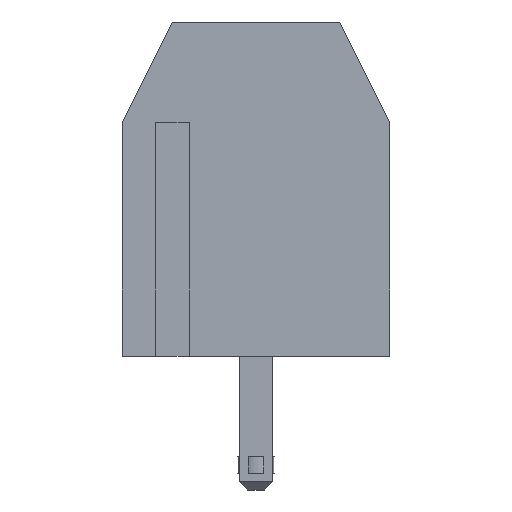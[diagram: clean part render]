
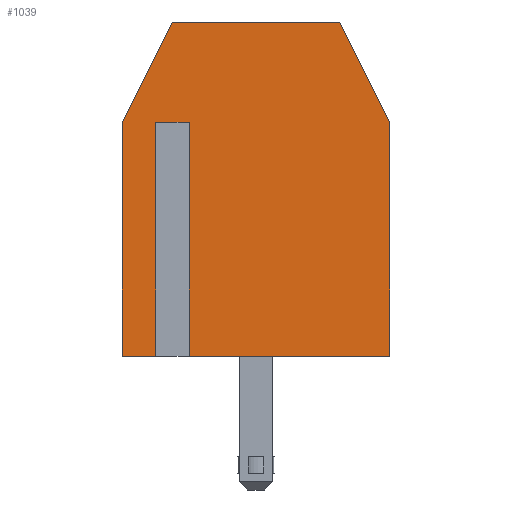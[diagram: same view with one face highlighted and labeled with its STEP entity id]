
A CAD part, front view. The second image highlights one B-rep face of the part: STEP entity #1039.
In plain terms, the highlighted planar face has unit normal (0, -1, 0).
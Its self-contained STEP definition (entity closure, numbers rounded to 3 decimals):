
#86=FACE_OUTER_BOUND('',#153,.T.);
#153=EDGE_LOOP('',(#885,#886,#887,#888,#889,#890,#891,#892,#893,#894));
#258=LINE('',#1594,#379);
#262=LINE('',#1602,#383);
#265=LINE('',#1608,#386);
#268=LINE('',#1614,#389);
#271=LINE('',#1619,#392);
#273=LINE('',#1624,#394);
#276=LINE('',#1630,#397);
#279=LINE('',#1636,#400);
#282=LINE('',#1642,#403);
#285=LINE('',#1647,#406);
#379=VECTOR('',#1321,10.);
#383=VECTOR('',#1325,10.);
#386=VECTOR('',#1330,10.);
#389=VECTOR('',#1335,10.);
#392=VECTOR('',#1340,10.);
#394=VECTOR('',#1346,10.);
#397=VECTOR('',#1351,10.);
#400=VECTOR('',#1356,10.);
#403=VECTOR('',#1361,10.);
#406=VECTOR('',#1366,10.);
#477=VERTEX_POINT('',#1591);
#478=VERTEX_POINT('',#1593);
#481=VERTEX_POINT('',#1599);
#482=VERTEX_POINT('',#1601);
#484=VERTEX_POINT('',#1607);
#486=VERTEX_POINT('',#1613);
#488=VERTEX_POINT('',#1623);
#490=VERTEX_POINT('',#1629);
#492=VERTEX_POINT('',#1635);
#494=VERTEX_POINT('',#1641);
#600=EDGE_CURVE('',#477,#478,#258,.T.);
#604=EDGE_CURVE('',#481,#482,#262,.T.);
#607=EDGE_CURVE('',#481,#484,#265,.T.);
#610=EDGE_CURVE('',#484,#486,#268,.T.);
#613=EDGE_CURVE('',#486,#478,#271,.T.);
#615=EDGE_CURVE('',#488,#477,#273,.T.);
#618=EDGE_CURVE('',#490,#488,#276,.T.);
#621=EDGE_CURVE('',#492,#490,#279,.T.);
#624=EDGE_CURVE('',#494,#492,#282,.T.);
#627=EDGE_CURVE('',#482,#494,#285,.T.);
#885=ORIENTED_EDGE('',*,*,#613,.T.);
#886=ORIENTED_EDGE('',*,*,#600,.F.);
#887=ORIENTED_EDGE('',*,*,#615,.F.);
#888=ORIENTED_EDGE('',*,*,#618,.F.);
#889=ORIENTED_EDGE('',*,*,#621,.F.);
#890=ORIENTED_EDGE('',*,*,#624,.F.);
#891=ORIENTED_EDGE('',*,*,#627,.F.);
#892=ORIENTED_EDGE('',*,*,#604,.F.);
#893=ORIENTED_EDGE('',*,*,#607,.T.);
#894=ORIENTED_EDGE('',*,*,#610,.T.);
#945=PLANE('',#1110);
#1039=ADVANCED_FACE('',(#86),#945,.T.);
#1110=AXIS2_PLACEMENT_3D('',#1650,#1370,#1371);
#1321=DIRECTION('',(-1.,0.,0.));
#1325=DIRECTION('',(-1.,0.,0.));
#1330=DIRECTION('',(0.,0.,1.));
#1335=DIRECTION('',(1.,0.,0.));
#1340=DIRECTION('',(0.,0.,-1.));
#1346=DIRECTION('',(0.,0.,-1.));
#1351=DIRECTION('',(0.447,0.,-0.894));
#1356=DIRECTION('',(1.,0.,0.));
#1361=DIRECTION('',(0.447,0.,0.894));
#1366=DIRECTION('',(0.,0.,1.));
#1370=DIRECTION('center_axis',(0.,-1.,0.));
#1371=DIRECTION('ref_axis',(0.,0.,-1.));
#1591=CARTESIAN_POINT('',(0.,0.,0.));
#1593=CARTESIAN_POINT('',(-6.,0.,0.));
#1594=CARTESIAN_POINT('',(0.,0.,0.));
#1599=CARTESIAN_POINT('',(-7.,0.,0.));
#1601=CARTESIAN_POINT('',(-8.,0.,0.));
#1602=CARTESIAN_POINT('',(0.,0.,0.));
#1607=CARTESIAN_POINT('',(-7.,0.,7.));
#1608=CARTESIAN_POINT('',(-7.,0.,5.814));
#1613=CARTESIAN_POINT('',(-6.,0.,7.));
#1614=CARTESIAN_POINT('',(-5.,0.,7.));
#1619=CARTESIAN_POINT('',(-6.,0.,2.314));
#1623=CARTESIAN_POINT('',(0.,0.,7.));
#1624=CARTESIAN_POINT('',(0.,0.,7.));
#1629=CARTESIAN_POINT('',(-1.5,0.,10.));
#1630=CARTESIAN_POINT('',(-1.5,0.,10.));
#1635=CARTESIAN_POINT('',(-6.5,0.,10.));
#1636=CARTESIAN_POINT('',(-6.5,0.,10.));
#1641=CARTESIAN_POINT('',(-8.,0.,7.));
#1642=CARTESIAN_POINT('',(-8.,0.,7.));
#1647=CARTESIAN_POINT('',(-8.,0.,0.));
#1650=CARTESIAN_POINT('Origin',(-4.,0.,4.629));
